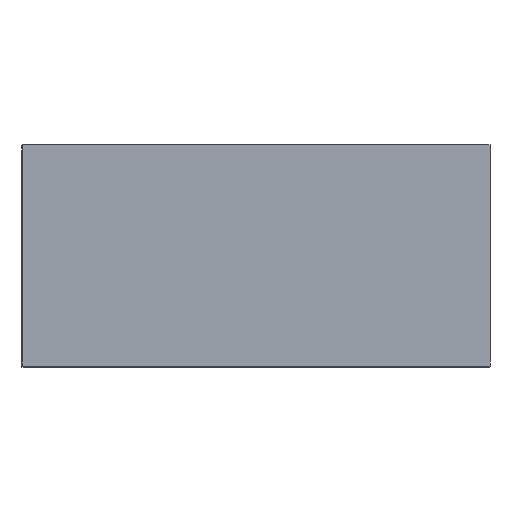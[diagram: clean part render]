
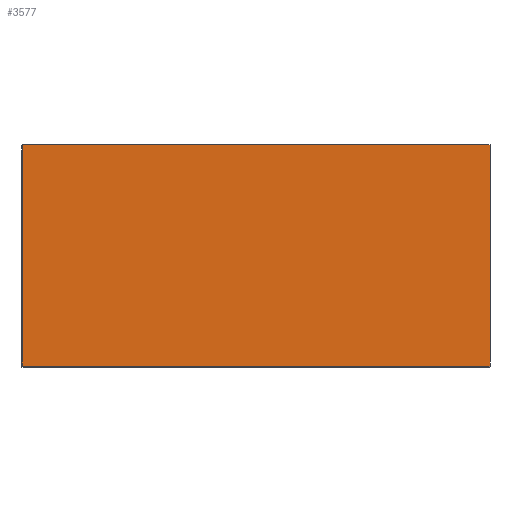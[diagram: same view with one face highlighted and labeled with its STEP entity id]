
A CAD part, top view. The second image highlights one B-rep face of the part: STEP entity #3577.
In plain terms, the highlighted planar face has unit normal (0, 0, 1).
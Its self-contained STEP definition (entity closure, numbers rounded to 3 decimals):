
#132 = LINE ( 'NONE', #630, #2124 ) ;
#201 = EDGE_CURVE ( 'NONE', #4264, #2615, #2303, .T. ) ;
#427 = EDGE_CURVE ( 'NONE', #748, #4264, #132, .T. ) ;
#437 = CARTESIAN_POINT ( 'NONE',  ( 0.645, 0.61, 1.02 ) ) ;
#479 = CARTESIAN_POINT ( 'NONE',  ( 0.645, 0.61, 1.02 ) ) ;
#608 = ORIENTED_EDGE ( 'NONE', *, *, #201, .F. ) ;
#630 = CARTESIAN_POINT ( 'NONE',  ( 0.645, 0.61, 1.02 ) ) ;
#748 = VERTEX_POINT ( 'NONE', #2361 ) ;
#777 = LINE ( 'NONE', #4855, #4720 ) ;
#792 = PLANE ( 'NONE',  #2455 ) ;
#889 = EDGE_CURVE ( 'NONE', #748, #4101, #4516, .T. ) ;
#1487 = ORIENTED_EDGE ( 'NONE', *, *, #889, .T. ) ;
#1530 = CARTESIAN_POINT ( 'NONE',  ( -0.645, 0., 1.02 ) ) ;
#1671 = DIRECTION ( 'NONE',  ( 0., -1., 0. ) ) ;
#1786 = EDGE_LOOP ( 'NONE', ( #4046, #608, #4321, #1487 ) ) ;
#1806 = VECTOR ( 'NONE', #1671, 1000. ) ;
#1831 = EDGE_CURVE ( 'NONE', #4101, #2615, #777, .T. ) ;
#2124 = VECTOR ( 'NONE', #5125, 1000. ) ;
#2303 = LINE ( 'NONE', #479, #1806 ) ;
#2361 = CARTESIAN_POINT ( 'NONE',  ( -0.645, 0.61, 1.02 ) ) ;
#2455 = AXIS2_PLACEMENT_3D ( 'NONE', #437, #4898, #4120 ) ;
#2615 = VERTEX_POINT ( 'NONE', #4933 ) ;
#3242 = DIRECTION ( 'NONE',  ( 1., 0., 0. ) ) ;
#3577 = ADVANCED_FACE ( 'NONE', ( #4824 ), #792, .F. ) ;
#3778 = DIRECTION ( 'NONE',  ( 0., -1., 0. ) ) ;
#4046 = ORIENTED_EDGE ( 'NONE', *, *, #1831, .T. ) ;
#4101 = VERTEX_POINT ( 'NONE', #1530 ) ;
#4120 = DIRECTION ( 'NONE',  ( -1., 0., 0. ) ) ;
#4264 = VERTEX_POINT ( 'NONE', #5283 ) ;
#4321 = ORIENTED_EDGE ( 'NONE', *, *, #427, .F. ) ;
#4516 = LINE ( 'NONE', #5004, #4908 ) ;
#4720 = VECTOR ( 'NONE', #3242, 1000. ) ;
#4824 = FACE_OUTER_BOUND ( 'NONE', #1786, .T. ) ;
#4855 = CARTESIAN_POINT ( 'NONE',  ( 0.645, 0., 1.02 ) ) ;
#4898 = DIRECTION ( 'NONE',  ( 0., 0., -1. ) ) ;
#4908 = VECTOR ( 'NONE', #3778, 1000. ) ;
#4933 = CARTESIAN_POINT ( 'NONE',  ( 0.645, 0., 1.02 ) ) ;
#5004 = CARTESIAN_POINT ( 'NONE',  ( -0.645, 0.61, 1.02 ) ) ;
#5125 = DIRECTION ( 'NONE',  ( 1., 0., 0. ) ) ;
#5283 = CARTESIAN_POINT ( 'NONE',  ( 0.645, 0.61, 1.02 ) ) ;
